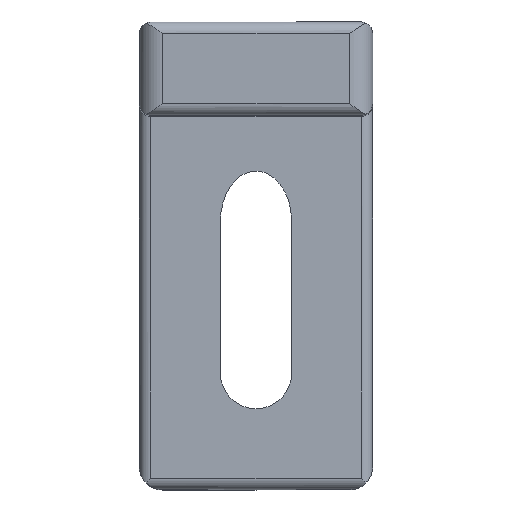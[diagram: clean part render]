
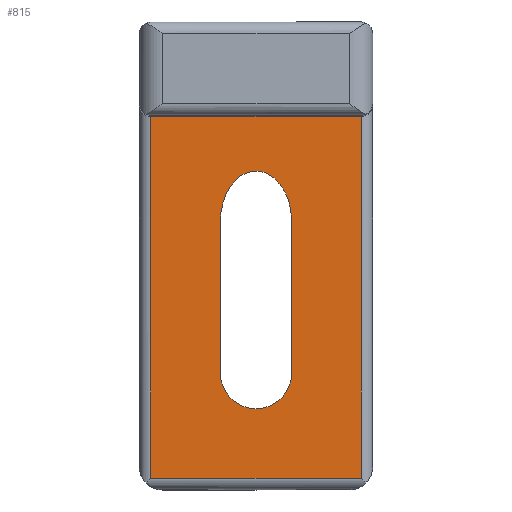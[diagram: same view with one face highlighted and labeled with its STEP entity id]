
A CAD part, top view. The second image highlights one B-rep face of the part: STEP entity #815.
In plain terms, the highlighted planar face has unit normal (0, 0, 1).
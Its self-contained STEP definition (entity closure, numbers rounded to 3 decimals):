
#2 = EDGE_CURVE ( 'NONE', #521, #423, #1210, .T. ) ;
#7 = VECTOR ( 'NONE', #825, 1000. ) ;
#9 = ORIENTED_EDGE ( 'NONE', *, *, #1300, .T. ) ;
#44 = ORIENTED_EDGE ( 'NONE', *, *, #389, .T. ) ;
#45 = EDGE_LOOP ( 'NONE', ( #44, #249, #533, #122 ) ) ;
#84 = LINE ( 'NONE', #814, #93 ) ;
#93 = VECTOR ( 'NONE', #314, 1000. ) ;
#122 = ORIENTED_EDGE ( 'NONE', *, *, #706, .T. ) ;
#124 = DIRECTION ( 'NONE',  ( 0., 0., 1. ) ) ;
#204 = CARTESIAN_POINT ( 'NONE',  ( 0., -24., 8. ) ) ;
#213 = CARTESIAN_POINT ( 'NONE',  ( -3.05, -17., 8. ) ) ;
#221 = VECTOR ( 'NONE', #1289, 1000. ) ;
#233 = CARTESIAN_POINT ( 'NONE',  ( -9., -8., 8. ) ) ;
#249 = ORIENTED_EDGE ( 'NONE', *, *, #1166, .T. ) ;
#262 = VERTEX_POINT ( 'NONE', #1183 ) ;
#286 = EDGE_CURVE ( 'NONE', #1266, #423, #792, .T. ) ;
#293 = CARTESIAN_POINT ( 'NONE',  ( 3.05, -24., 8. ) ) ;
#314 = DIRECTION ( 'NONE',  ( 0., 1., 0. ) ) ;
#348 = CARTESIAN_POINT ( 'NONE',  ( 9., -39., 8. ) ) ;
#357 = CARTESIAN_POINT ( 'NONE',  ( -9., -39., 8. ) ) ;
#384 = CARTESIAN_POINT ( 'NONE',  ( 0., -39., 8. ) ) ;
#389 = EDGE_CURVE ( 'NONE', #262, #502, #513, .T. ) ;
#402 = LINE ( 'NONE', #734, #617 ) ;
#415 = CARTESIAN_POINT ( 'NONE',  ( 3.05, -8.373, 8. ) ) ;
#423 = VERTEX_POINT ( 'NONE', #1245 ) ;
#484 = LINE ( 'NONE', #384, #221 ) ;
#491 = CARTESIAN_POINT ( 'NONE',  ( 3.05, -17., 8. ) ) ;
#502 = VERTEX_POINT ( 'NONE', #618 ) ;
#509 = CARTESIAN_POINT ( 'NONE',  ( 0., -30., 8. ) ) ;
#513 = CIRCLE ( 'NONE', #1290, 3.05 ) ;
#521 = VERTEX_POINT ( 'NONE', #233 ) ;
#530 = VECTOR ( 'NONE', #695, 1000. ) ;
#533 = ORIENTED_EDGE ( 'NONE', *, *, #1123, .T. ) ;
#560 = FACE_BOUND ( 'NONE', #45, .T. ) ;
#571 = AXIS2_PLACEMENT_3D ( 'NONE', #204, #124, #1231 ) ;
#594 = VERTEX_POINT ( 'NONE', #357 ) ;
#617 = VECTOR ( 'NONE', #1131, 1000. ) ;
#618 = CARTESIAN_POINT ( 'NONE',  ( -3.05, -30., 8. ) ) ;
#627 = CARTESIAN_POINT ( 'NONE',  ( 0., -8., 8. ) ) ;
#638 = EDGE_CURVE ( 'NONE', #594, #1266, #484, .T. ) ;
#681 = DIRECTION ( 'NONE',  ( 0., 1., 0. ) ) ;
#687 = LINE ( 'NONE', #293, #530 ) ;
#695 = DIRECTION ( 'NONE',  ( 0., -1., 0. ) ) ;
#699 = VERTEX_POINT ( 'NONE', #1087 ) ;
#702 = ORIENTED_EDGE ( 'NONE', *, *, #286, .T. ) ;
#705 = ORIENTED_EDGE ( 'NONE', *, *, #638, .T. ) ;
#706 = EDGE_CURVE ( 'NONE', #793, #262, #687, .T. ) ;
#734 = CARTESIAN_POINT ( 'NONE',  ( -9., -24., 8. ) ) ;
#792 = LINE ( 'NONE', #1288, #886 ) ;
#793 = VERTEX_POINT ( 'NONE', #491 ) ;
#807 = CARTESIAN_POINT ( 'NONE',  ( -3.05, -8.373, 8. ) ) ;
#814 = CARTESIAN_POINT ( 'NONE',  ( -3.05, -24., 8. ) ) ;
#815 = ADVANCED_FACE ( 'NONE', ( #560, #971 ), #995, .T. ) ;
#825 = DIRECTION ( 'NONE',  ( 1., 0., 0. ) ) ;
#871 =( BOUNDED_CURVE ( )  B_SPLINE_CURVE ( 3, ( #213, #807, #415, #904 ),
 .UNSPECIFIED., .F., .T. ) 
 B_SPLINE_CURVE_WITH_KNOTS ( ( 4, 4 ),
 ( 1.571, 4.712 ),
 .UNSPECIFIED. ) 
 CURVE ( )  GEOMETRIC_REPRESENTATION_ITEM ( )  RATIONAL_B_SPLINE_CURVE ( ( 1., 0.333, 0.333, 1. ) ) 
 REPRESENTATION_ITEM ( '' )  );
#886 = VECTOR ( 'NONE', #681, 1000. ) ;
#895 = DIRECTION ( 'NONE',  ( 0., 0., -1. ) ) ;
#904 = CARTESIAN_POINT ( 'NONE',  ( 3.05, -17., 8. ) ) ;
#911 = DIRECTION ( 'NONE',  ( -1., 0., 0. ) ) ;
#971 = FACE_OUTER_BOUND ( 'NONE', #1074, .T. ) ;
#995 = PLANE ( 'NONE',  #571 ) ;
#1074 = EDGE_LOOP ( 'NONE', ( #9, #705, #702, #1294 ) ) ;
#1087 = CARTESIAN_POINT ( 'NONE',  ( -3.05, -17., 8. ) ) ;
#1123 = EDGE_CURVE ( 'NONE', #699, #793, #871, .T. ) ;
#1131 = DIRECTION ( 'NONE',  ( 0., -1., 0. ) ) ;
#1166 = EDGE_CURVE ( 'NONE', #502, #699, #84, .T. ) ;
#1183 = CARTESIAN_POINT ( 'NONE',  ( 3.05, -30., 8. ) ) ;
#1210 = LINE ( 'NONE', #627, #7 ) ;
#1231 = DIRECTION ( 'NONE',  ( 1., 0., 0. ) ) ;
#1245 = CARTESIAN_POINT ( 'NONE',  ( 9., -8., 8. ) ) ;
#1266 = VERTEX_POINT ( 'NONE', #348 ) ;
#1288 = CARTESIAN_POINT ( 'NONE',  ( 9., -24., 8. ) ) ;
#1289 = DIRECTION ( 'NONE',  ( 1., 0., 0. ) ) ;
#1290 = AXIS2_PLACEMENT_3D ( 'NONE', #509, #895, #911 ) ;
#1294 = ORIENTED_EDGE ( 'NONE', *, *, #2, .F. ) ;
#1300 = EDGE_CURVE ( 'NONE', #521, #594, #402, .T. ) ;
